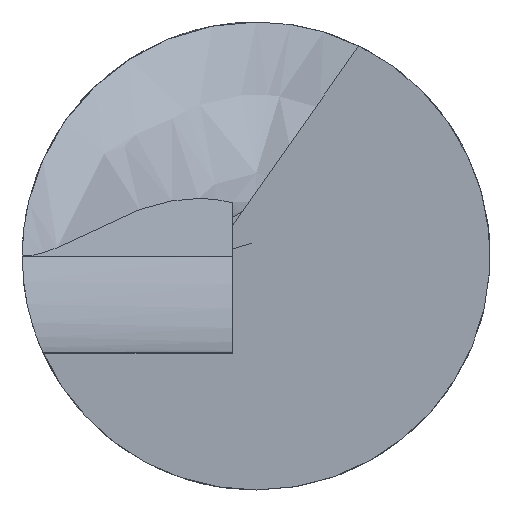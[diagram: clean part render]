
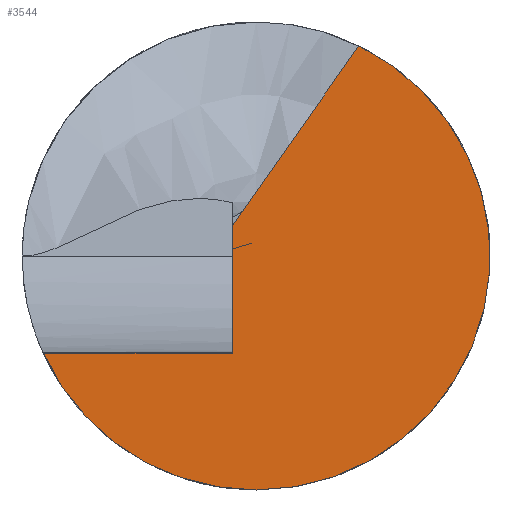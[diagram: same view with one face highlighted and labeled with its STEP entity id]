
A CAD part, left-side view. The second image highlights one B-rep face of the part: STEP entity #3544.
In plain terms, the highlighted planar face has unit normal (-1, 0, 0).
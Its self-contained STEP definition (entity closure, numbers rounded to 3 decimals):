
#40 = ORIENTED_EDGE ( 'NONE', *, *, #236, .T. ) ;
#42 = ORIENTED_EDGE ( 'NONE', *, *, #158, .T. ) ;
#48 = ORIENTED_EDGE ( 'NONE', *, *, #243, .F. ) ;
#49 = ORIENTED_EDGE ( 'NONE', *, *, #244, .F. ) ;
#158 = EDGE_CURVE ( 'NONE', #463, #464, #4559, .T. ) ;
#236 = EDGE_CURVE ( 'NONE', #464, #3577, #4724, .T. ) ;
#242 = EDGE_CURVE ( 'NONE', #463, #288, #4726, .T. ) ;
#243 = EDGE_CURVE ( 'NONE', #285, #3577, #4730, .T. ) ;
#244 = EDGE_CURVE ( 'NONE', #288, #285, #4734, .T. ) ;
#285 = VERTEX_POINT ( 'NONE', #6620 ) ;
#288 = VERTEX_POINT ( 'NONE', #6587 ) ;
#384 = EDGE_LOOP ( 'NONE', ( #476, #42, #40, #48, #49 ) ) ;
#450 = AXIS2_PLACEMENT_3D ( 'NONE', #2860, #2862, #2864 ) ;
#455 = AXIS2_PLACEMENT_3D ( 'NONE', #6489, #6490, #6491 ) ;
#463 = VERTEX_POINT ( 'NONE', #6872 ) ;
#464 = VERTEX_POINT ( 'NONE', #6873 ) ;
#476 = ORIENTED_EDGE ( 'NONE', *, *, #242, .F. ) ;
#2860 = CARTESIAN_POINT ( 'NONE',  ( -429.285, 0., 0. ) ) ;
#2862 = DIRECTION ( 'NONE',  ( -1., 0., 0. ) ) ;
#2864 = DIRECTION ( 'NONE',  ( 0., 0., 1. ) ) ;
#3544 = ADVANCED_FACE ( 'NONE', ( #5068 ), #7034, .F. ) ;
#3577 = VERTEX_POINT ( 'NONE', #5502 ) ;
#4559 = CIRCLE ( 'NONE', #450, 9.9 ) ;
#4724 = CIRCLE ( 'NONE', #455, 9.9 ) ;
#4726 = LINE ( 'NONE', #6557, #4732 ) ;
#4730 = LINE ( 'NONE', #6559, #4736 ) ;
#4732 = VECTOR ( 'NONE', #6558, 1000. ) ;
#4734 = LINE ( 'NONE', #6561, #4741 ) ;
#4736 = VECTOR ( 'NONE', #6560, 1000. ) ;
#4741 = VECTOR ( 'NONE', #6562, 1000. ) ;
#5068 = FACE_OUTER_BOUND ( 'NONE', #384, .T. ) ;
#5502 = CARTESIAN_POINT ( 'NONE',  ( -429.285, -4.345, 8.896 ) ) ;
#6489 = CARTESIAN_POINT ( 'NONE',  ( -429.285, 0., 0. ) ) ;
#6490 = DIRECTION ( 'NONE',  ( -1., 0., 0. ) ) ;
#6491 = DIRECTION ( 'NONE',  ( 0., 0., 1. ) ) ;
#6557 = CARTESIAN_POINT ( 'NONE',  ( -429.285, 10.57, -4.097 ) ) ;
#6558 = DIRECTION ( 'NONE',  ( 0., -1., 0. ) ) ;
#6559 = CARTESIAN_POINT ( 'NONE',  ( -429.285, 1.273, 0.894 ) ) ;
#6560 = DIRECTION ( 'NONE',  ( 0., -0.575, 0.818 ) ) ;
#6561 = CARTESIAN_POINT ( 'NONE',  ( -429.285, 1., -4.097 ) ) ;
#6562 = DIRECTION ( 'NONE',  ( 0., 0., 1. ) ) ;
#6587 = CARTESIAN_POINT ( 'NONE',  ( -429.285, 1., -4.097 ) ) ;
#6620 = CARTESIAN_POINT ( 'NONE',  ( -429.285, 1., 1.282 ) ) ;
#6872 = CARTESIAN_POINT ( 'NONE',  ( -429.285, 9.013, -4.097 ) ) ;
#6873 = CARTESIAN_POINT ( 'NONE',  ( -429.285, 0., -9.9 ) ) ;
#7027 = CARTESIAN_POINT ( 'NONE',  ( -429.285, 0., 0. ) ) ;
#7034 = PLANE ( 'NONE',  #7355 ) ;
#7036 = DIRECTION ( 'NONE',  ( 1., 0., 0. ) ) ;
#7037 = DIRECTION ( 'NONE',  ( 0., 0., -1. ) ) ;
#7355 = AXIS2_PLACEMENT_3D ( 'NONE', #7027, #7036, #7037 ) ;
